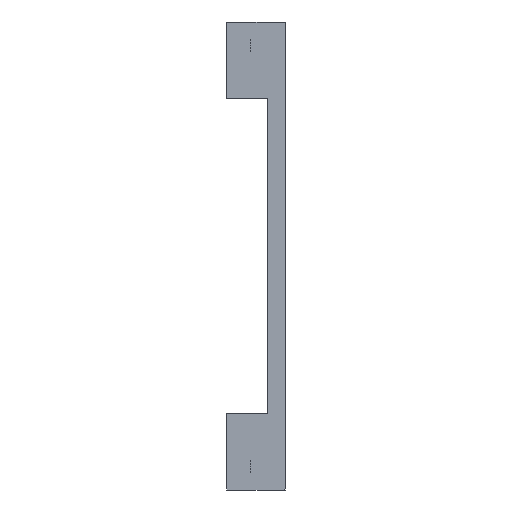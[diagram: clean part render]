
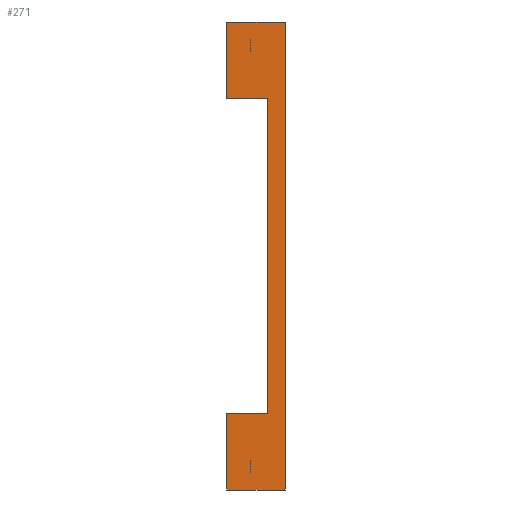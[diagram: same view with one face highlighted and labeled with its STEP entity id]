
A CAD part, left-side view. The second image highlights one B-rep face of the part: STEP entity #271.
In plain terms, the highlighted planar face has unit normal (-1, 0, 0).
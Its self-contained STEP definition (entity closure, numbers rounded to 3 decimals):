
#53=PLANE('',#1476);
#67=FACE_OUTER_BOUND('',#457,.T.);
#83=LINE('',#2165,#123);
#85=LINE('',#2170,#125);
#88=LINE('',#2176,#128);
#93=LINE('',#2186,#133);
#100=LINE('',#2198,#140);
#104=LINE('',#2205,#144);
#106=LINE('',#2209,#146);
#107=LINE('',#2210,#147);
#123=VECTOR('',#1816,1.);
#125=VECTOR('',#1820,1.);
#128=VECTOR('',#1825,1.);
#133=VECTOR('',#1832,1.);
#140=VECTOR('',#1845,1.);
#144=VECTOR('',#1853,1.);
#146=VECTOR('',#1857,1.);
#147=VECTOR('',#1858,1.);
#271=ADVANCED_FACE('',(#67),#53,.T.);
#457=EDGE_LOOP('',(#686,#687,#688,#689,#690,#691,#692,#693));
#686=ORIENTED_EDGE('',*,*,#864,.T.);
#687=ORIENTED_EDGE('',*,*,#841,.T.);
#688=ORIENTED_EDGE('',*,*,#843,.F.);
#689=ORIENTED_EDGE('',*,*,#858,.F.);
#690=ORIENTED_EDGE('',*,*,#865,.F.);
#691=ORIENTED_EDGE('',*,*,#862,.T.);
#692=ORIENTED_EDGE('',*,*,#851,.F.);
#693=ORIENTED_EDGE('',*,*,#846,.F.);
#841=EDGE_CURVE('',#1291,#1293,#83,.T.);
#843=EDGE_CURVE('',#1295,#1293,#85,.T.);
#846=EDGE_CURVE('',#1296,#1298,#88,.T.);
#851=EDGE_CURVE('',#1298,#1300,#93,.T.);
#858=EDGE_CURVE('',#1303,#1295,#100,.T.);
#862=EDGE_CURVE('',#1305,#1300,#104,.T.);
#864=EDGE_CURVE('',#1296,#1291,#106,.T.);
#865=EDGE_CURVE('',#1305,#1303,#107,.T.);
#1291=VERTEX_POINT('',#2160);
#1293=VERTEX_POINT('',#2164);
#1295=VERTEX_POINT('',#2169);
#1296=VERTEX_POINT('',#2174);
#1298=VERTEX_POINT('',#2177);
#1300=VERTEX_POINT('',#2183);
#1303=VERTEX_POINT('',#2197);
#1305=VERTEX_POINT('',#2206);
#1476=AXIS2_PLACEMENT_3D('',#2211,#1859,#1860);
#1816=DIRECTION('',(0.,1.,0.));
#1820=DIRECTION('',(0.,0.,1.));
#1825=DIRECTION('',(0.,1.,0.));
#1832=DIRECTION('',(0.,0.,1.));
#1845=DIRECTION('',(0.,1.,0.));
#1853=DIRECTION('',(0.,1.,0.));
#1857=DIRECTION('',(0.,0.,-1.));
#1858=DIRECTION('',(0.,0.,-1.));
#1859=DIRECTION('',(-1.,0.,0.));
#1860=DIRECTION('',(0.,0.,1.));
#2160=CARTESIAN_POINT('',(-1132.306,-410.525,25.25));
#2164=CARTESIAN_POINT('',(-1132.306,-403.525,25.25));
#2165=CARTESIAN_POINT('',(-1132.306,-410.525,25.25));
#2169=CARTESIAN_POINT('',(-1132.306,-403.525,12.25));
#2170=CARTESIAN_POINT('',(-1132.306,-403.525,25.25));
#2174=CARTESIAN_POINT('',(-1132.306,-410.525,78.75));
#2176=CARTESIAN_POINT('',(-1132.306,-410.525,78.75));
#2177=CARTESIAN_POINT('',(-1132.306,-403.525,78.75));
#2183=CARTESIAN_POINT('',(-1132.306,-403.525,91.75));
#2186=CARTESIAN_POINT('',(-1132.306,-403.525,91.75));
#2197=CARTESIAN_POINT('',(-1132.306,-413.525,12.25));
#2198=CARTESIAN_POINT('',(-1132.306,-410.525,12.25));
#2205=CARTESIAN_POINT('',(-1132.306,-410.525,91.75));
#2206=CARTESIAN_POINT('',(-1132.306,-413.525,91.75));
#2209=CARTESIAN_POINT('',(-1132.306,-410.525,78.75));
#2210=CARTESIAN_POINT('',(-1132.306,-413.525,91.75));
#2211=CARTESIAN_POINT('',(-1132.306,-410.525,27.25));
